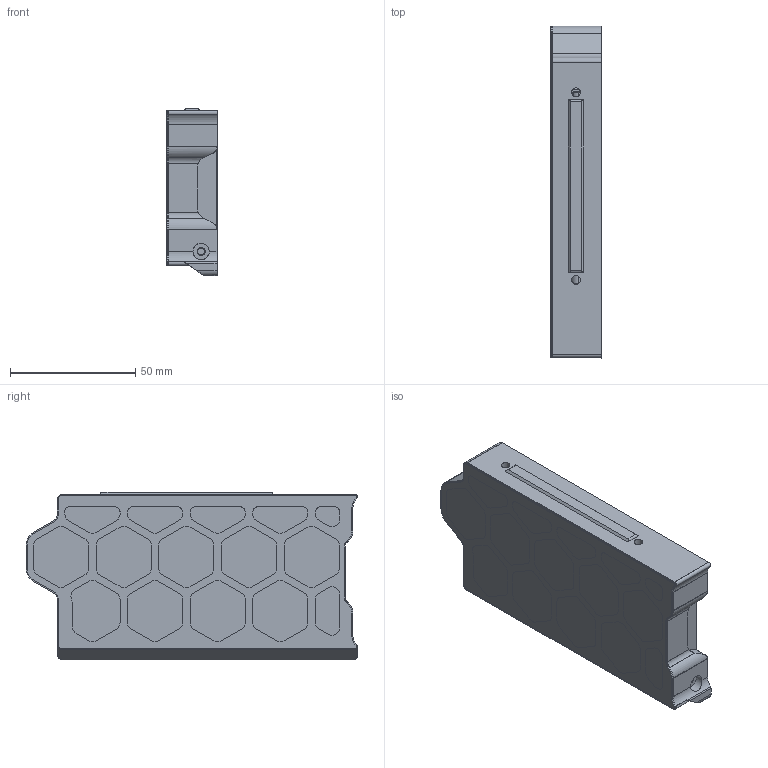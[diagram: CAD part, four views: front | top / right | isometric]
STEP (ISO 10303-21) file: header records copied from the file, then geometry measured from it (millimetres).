
FILE_DESCRIPTION(/* description */ (''),/* implementation_level */ '2;1');
FILE_NAME(/* name */ 'Revo_Nozzle_Storage_Skirt-v2 v7.step',/* time_stamp */ '2023-04-18T20:38:22+02:00',/* author */ (''),/* organization */ (''),/* preprocessor_version */ 'ST-DEVELOPER v19.2',/* originating_system */ 'Autodesk Translation Framework v12.4.0.73',/* authorisation */ '');
FILE_SCHEMA (('AUTOMOTIVE_DESIGN { 1 0 10303 214 3 1 1 }'));
Products named in the file (6): Revo_Nozzle_Storage_Skirt-v2; 350; Left; Skirt; Lid; Nozzle_carrier
Assembly tree (5 placements, depth 4):
  Revo_Nozzle_Storage_Skirt-v2
    350
      Left
        Skirt
        Lid
        Nozzle_carrier
Bounding box: 20 x 132.5 x 66.8 mm (x, y, z)
Volume: 89522.5 mm3; surface area: 77890.1 mm2
Topology: 8 solids, 8 shells, 1809 faces, 4641 edges, 2841 vertices
Faces by surface type: plane 939, cylinder 416, cone 301, bspline 121, torus 18, sphere 14
Full cylindrical faces by diameter (mm): 2.8 x2, 3.2 x4, 3.5 x4, 6 x4, 6.2 x3, 6.5 x4
Entity records: 59165 total; most frequent: CARTESIAN_POINT 15210, ORIENTED_EDGE 9278, DIRECTION 8941, EDGE_CURVE 4639, LINE 3129, VECTOR 3129, AXIS2_PLACEMENT_3D 2906, VERTEX_POINT 2841
